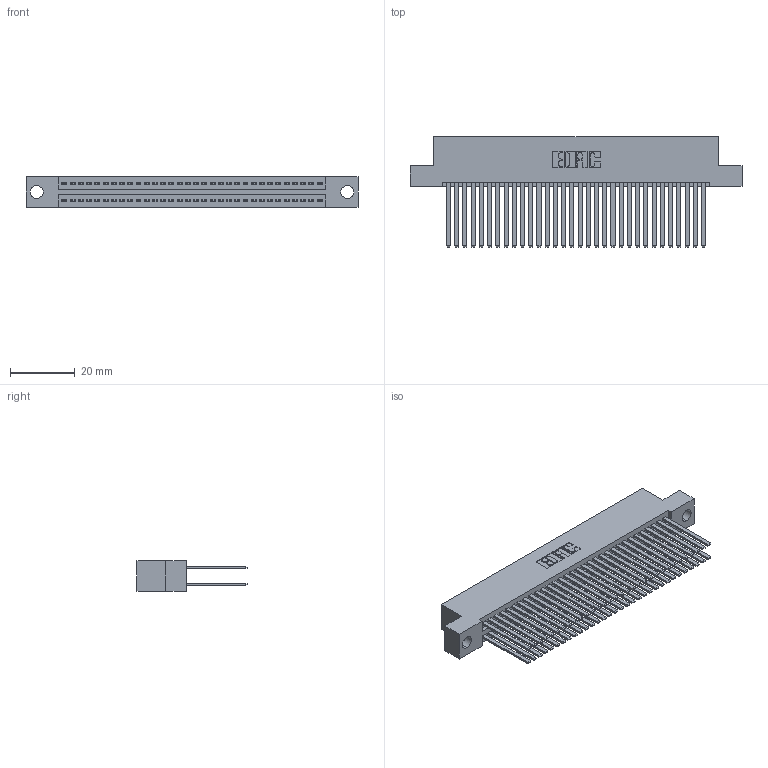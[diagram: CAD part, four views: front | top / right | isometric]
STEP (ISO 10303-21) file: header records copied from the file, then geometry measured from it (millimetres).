
FILE_DESCRIPTION (( 'STEP AP203' ), '1' );
FILE_NAME ('395-064-544-204.STEP', '2018-11-24T17:07:30', ( '' ), ( '' ), 'SwSTEP 2.0', 'SolidWorks 2016', '' );
FILE_SCHEMA (( 'CONFIG_CONTROL_DESIGN' ));
Length unit declared in the file: inch
Products named in the file (3): 345-292-001_345-293-144; 395-064-544-204; 345 Part_Flush Mounting Lugs - 0.156 Dia-TH
Assembly tree (65 placements, depth 2):
  395-064-544-204
    345 Part_Flush Mounting Lugs - 0.156 Dia-TH
    345-292-001_345-293-144  x64
Bounding box: 102.49 x 33.96 x 9.4 mm (x, y, z)
Volume: 10672.4 mm3; surface area: 18026.6 mm2
Topology: 65 solids, 65 shells, 2942 faces, 8725 edges, 5730 vertices
Faces by surface type: plane 1936, cylinder 1006
Entity records: 26273 total; most frequent: CARTESIAN_POINT 4412, ORIENTED_EDGE 4346, DIRECTION 3901, EDGE_CURVE 2173, VECTOR 1917, LINE 1917, VERTEX_POINT 1446, AXIS2_PLACEMENT_3D 992
